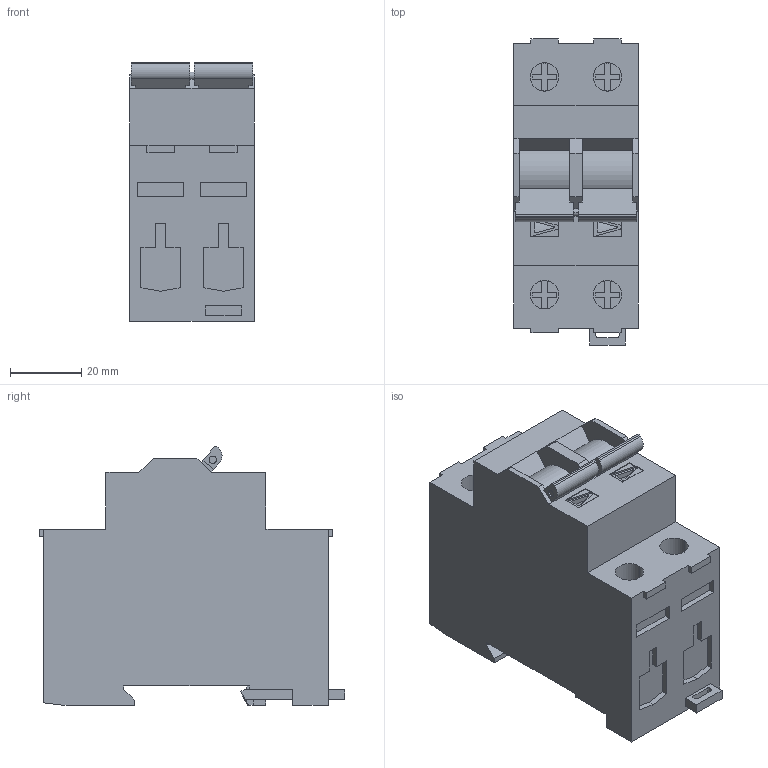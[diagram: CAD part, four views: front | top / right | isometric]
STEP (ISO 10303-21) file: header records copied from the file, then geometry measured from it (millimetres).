
FILE_DESCRIPTION (( 'STEP AP214' ), '1' );
FILE_NAME ('is_2p.STEP', '2010-09-24T08:00:51', ( 'mvlk' ), ( '' ), 'SwSTEP 2.0', 'SolidWorks 2008', '' );
FILE_SCHEMA (( 'AUTOMOTIVE_DESIGN' ));
Length unit declared in the file: millimetre
Products named in the file (1): is_2p
Bounding box: 35.1 x 86 x 72.78 mm (x, y, z)
Volume: 153671.4 mm3; surface area: 23679.4 mm2
Topology: 1 solids, 1 shells, 297 faces, 807 edges, 534 vertices
Faces by surface type: plane 237, cylinder 60
Entity records: 9314 total; most frequent: CARTESIAN_POINT 1691, ORIENTED_EDGE 1614, DIRECTION 1501, EDGE_CURVE 807, VECTOR 685, LINE 685, VERTEX_POINT 534, AXIS2_PLACEMENT_3D 408
